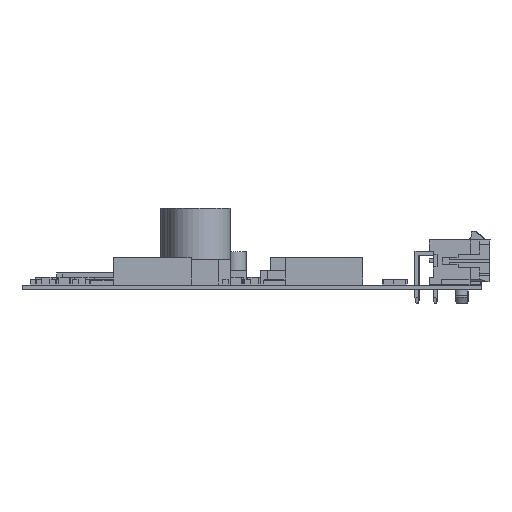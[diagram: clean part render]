
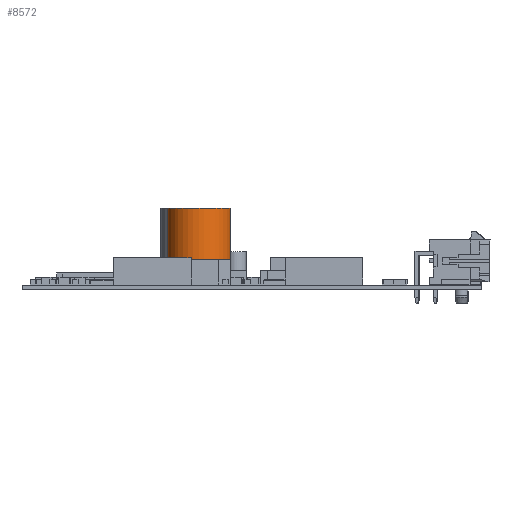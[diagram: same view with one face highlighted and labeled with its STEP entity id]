
A CAD part, left-side view. The second image highlights one B-rep face of the part: STEP entity #8572.
In plain terms, the highlighted cylindrical face has radius 5.25 mm (diameter 10.5 mm), a full revolution.
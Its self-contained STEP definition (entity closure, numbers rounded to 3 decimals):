
#8572 = ADVANCED_FACE('',(#8573),#8600,.T.);
#8573 = FACE_BOUND('',#8574,.T.);
#8574 = EDGE_LOOP('',(#8575,#8584,#8592,#8599));
#8575 = ORIENTED_EDGE('',*,*,#8576,.T.);
#8576 = EDGE_CURVE('',#8577,#8577,#8579,.T.);
#8577 = VERTEX_POINT('',#8578);
#8578 = CARTESIAN_POINT('',(5.25,0.,0.));
#8579 = CIRCLE('',#8580,5.25);
#8580 = AXIS2_PLACEMENT_3D('',#8581,#8582,#8583);
#8581 = CARTESIAN_POINT('',(0.,0.,0.));
#8582 = DIRECTION('',(0.,0.,1.));
#8583 = DIRECTION('',(1.,0.,0.));
#8584 = ORIENTED_EDGE('',*,*,#8585,.T.);
#8585 = EDGE_CURVE('',#8577,#8586,#8588,.T.);
#8586 = VERTEX_POINT('',#8587);
#8587 = CARTESIAN_POINT('',(5.25,0.,12.7));
#8588 = LINE('',#8589,#8590);
#8589 = CARTESIAN_POINT('',(5.25,0.,0.));
#8590 = VECTOR('',#8591,1.);
#8591 = DIRECTION('',(0.,0.,1.));
#8592 = ORIENTED_EDGE('',*,*,#8593,.F.);
#8593 = EDGE_CURVE('',#8586,#8586,#8594,.T.);
#8594 = CIRCLE('',#8595,5.25);
#8595 = AXIS2_PLACEMENT_3D('',#8596,#8597,#8598);
#8596 = CARTESIAN_POINT('',(0.,0.,12.7));
#8597 = DIRECTION('',(0.,0.,1.));
#8598 = DIRECTION('',(1.,0.,0.));
#8599 = ORIENTED_EDGE('',*,*,#8585,.F.);
#8600 = CYLINDRICAL_SURFACE('',#8601,5.25);
#8601 = AXIS2_PLACEMENT_3D('',#8602,#8603,#8604);
#8602 = CARTESIAN_POINT('',(0.,0.,0.));
#8603 = DIRECTION('',(0.,0.,-1.));
#8604 = DIRECTION('',(1.,0.,0.));
